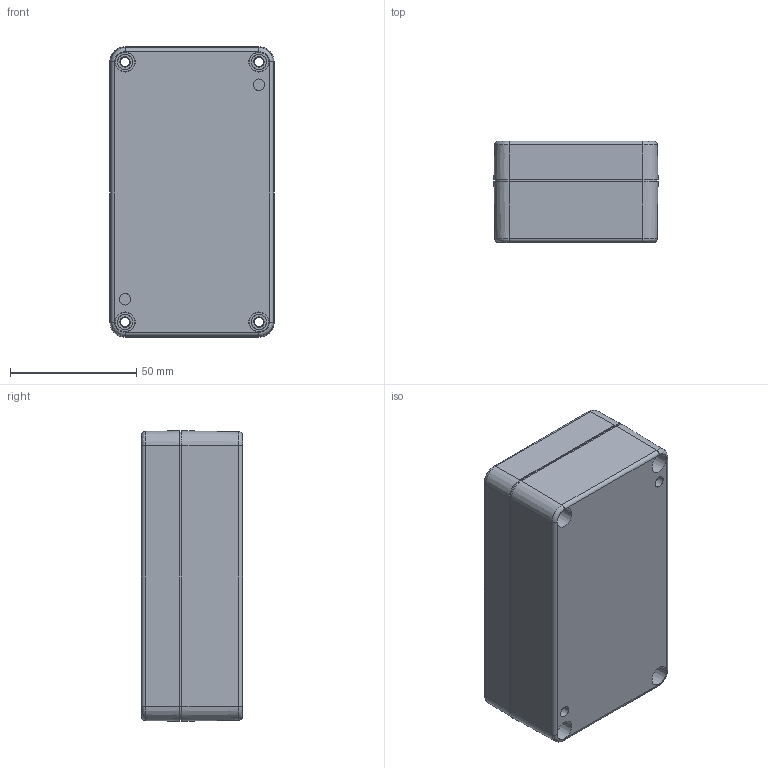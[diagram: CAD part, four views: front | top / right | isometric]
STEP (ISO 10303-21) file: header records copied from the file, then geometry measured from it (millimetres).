
FILE_DESCRIPTION (( 'STEP AP214' ), '1' );
FILE_NAME ('PN-1321.STEP', '2011-04-14T16:52:42', ( 'ENG1' ), ( '' ), 'SwSTEP 2.0', 'SolidWorks 2010', '' );
FILE_SCHEMA (( 'AUTOMOTIVE_DESIGN' ));
Length unit declared in the file: inch
Products named in the file (3): PN-1321; 1321-C; 1321-B
Assembly tree (2 placements, depth 2):
  PN-1321
    1321-C
    1321-B
Bounding box: 65 x 40 x 115 mm (x, y, z)
Volume: 87259.1 mm3; surface area: 63391.4 mm2
Topology: 2 solids, 2 shells, 450 faces, 1179 edges, 780 vertices
Faces by surface type: plane 213, cone 115, cylinder 114, bspline 8
Entity records: 22893 total; most frequent: CARTESIAN_POINT 6174, ORIENTED_EDGE 2358, DIRECTION 2038, EDGE_CURVE 1179, VERTEX_POINT 780, AXIS2_PLACEMENT_3D 741, VECTOR 556, LINE 556
